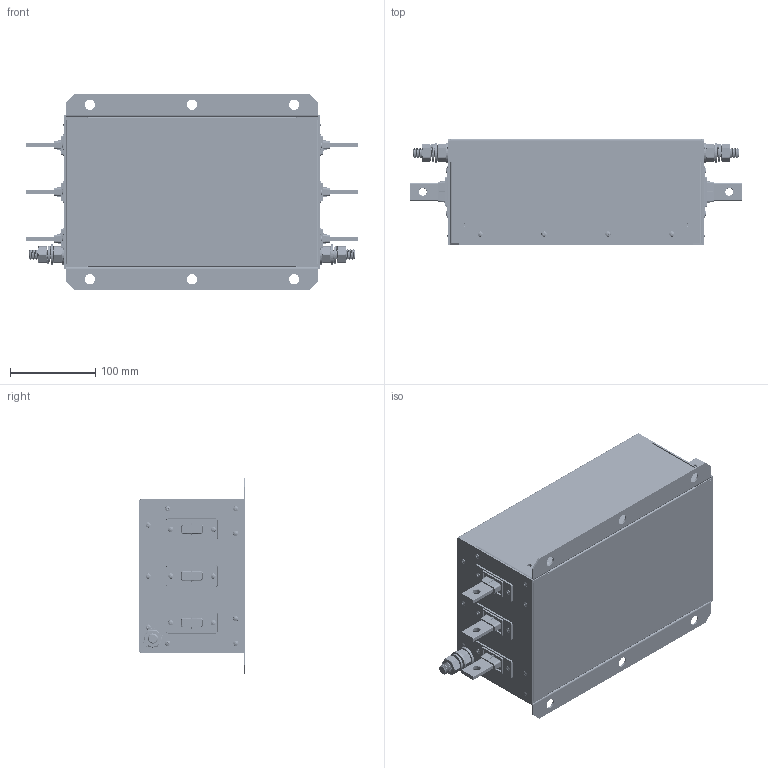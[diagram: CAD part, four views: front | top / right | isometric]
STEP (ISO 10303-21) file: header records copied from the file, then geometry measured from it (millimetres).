
FILE_DESCRIPTION (( 'STEP AP214' ), '1' );
FILE_NAME ('FLLD3250APVI1_EXT.STEP', '2021-04-29T08:16:35', ( '' ), ( '' ), 'SwSTEP 2.0', 'SolidWorks 2021', '' );
FILE_SCHEMA (( 'AUTOMOTIVE_DESIGN' ));
Length unit declared in the file: millimetre
Products named in the file (14): HEX BOLT M12x45_91280A722; 094-00255 Lid 250A RevE; 094-00233 Case 250A 300x180x125 RevC; HEX NUT M12x1.75_90592A028; 094-00233 Case 250A utan tank bush RevC; LOCK WASHER M12_91169A214; WASHER M12 Ø24_93475A290; FLLD3250APVI1_EXT; Rivet ﾘ3.2x3; Busbar 5x20^FLLD3250APVI1_EXT; 091-00222 Busbar insulation 5x20 RevD; Rivet ﾘ3.2x4; Tank bush M4; 094-00234 Side 250A RevC
Assembly tree (73 placements, depth 3):
  FLLD3250APVI1_EXT
    094-00233 Case 250A 300x180x125 RevC
      094-00233 Case 250A utan tank bush RevC
      Tank bush M4  x6
    094-00255 Lid 250A RevE
    094-00234 Side 250A RevC  x2
    091-00222 Busbar insulation 5x20 RevD  x6
    Rivet ﾘ3.2x4  x30
    Rivet ﾘ3.2x3  x8
    HEX NUT M12x1.75_90592A028  x4
    LOCK WASHER M12_91169A214  x2
    WASHER M12 Ø24_93475A290  x4
    HEX BOLT M12x45_91280A722  x2
    Busbar 5x20^FLLD3250APVI1_EXT  x6
Bounding box: 390 x 125 x 230 mm (x, y, z)
Volume: 556350.5 mm3; surface area: 624276.9 mm2
Topology: 80 solids, 80 shells, 3010 faces, 7362 edges, 4522 vertices
Faces by surface type: cylinder 926, plane 770, bspline 472, torus 448, cone 394
Entity records: 37617 total; most frequent: CARTESIAN_POINT 18322, ORIENTED_EDGE 4028, DIRECTION 3642, EDGE_CURVE 2014, AXIS2_PLACEMENT_3D 1319, VERTEX_POINT 1275, VECTOR 1004, LINE 1004
